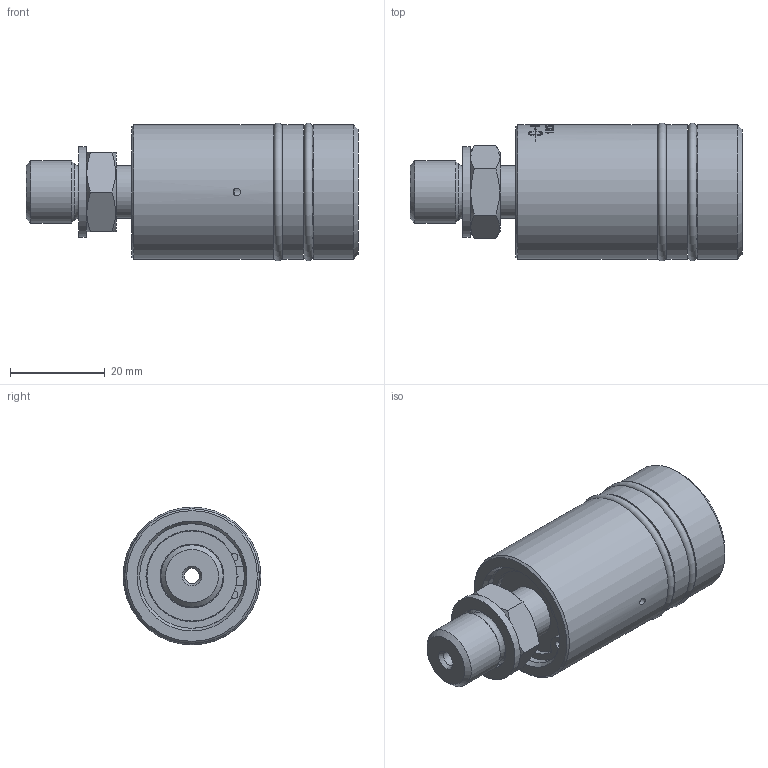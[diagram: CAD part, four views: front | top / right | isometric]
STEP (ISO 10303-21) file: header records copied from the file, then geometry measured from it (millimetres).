
FILE_DESCRIPTION((''),'2;1');
FILE_NAME('1005-000-049-IC.stp','2014-06-06T10:11:55',('moorera'),(''),'Autodesk Inventor 2013','Autodesk Inventor 2013','');
FILE_SCHEMA(('AUTOMOTIVE_DESIGN { 1 0 10303 214 1 1 1 1 }'));
Length unit declared in the file: millimetre
Products named in the file (1): 1005-000-049-IC
Bounding box: 70.03 x 29.06 x 29.06 mm (x, y, z)
Volume: 32232 mm3; surface area: 9896 mm2
Topology: 1 solids, 1 shells, 359 faces, 926 edges, 613 vertices
Faces by surface type: bspline 183, plane 101, cylinder 62, cone 10, torus 3
Full cylindrical faces by diameter (mm): 1.575 x2, 1.6 x1, 3.2 x1, 7.6 x1, 11 x1, 13.157 x1, 13.5 x1, 19 x1, 22.07 x1, 23.3 x1, 25.5 x4, 28.37 x3
Entity records: 51848 total; most frequent: CARTESIAN_POINT 44411, ORIENTED_EDGE 1766, DIRECTION 920, EDGE_CURVE 883, VERTEX_POINT 601, EDGE_LOOP 444, B_SPLINE_CURVE_WITH_KNOTS 437, FACE_OUTER_BOUND 359
